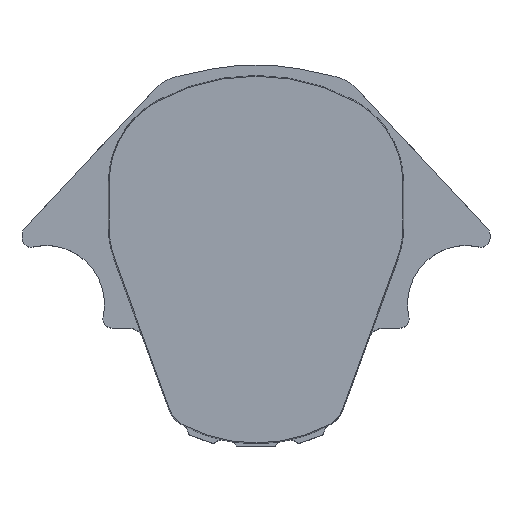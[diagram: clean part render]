
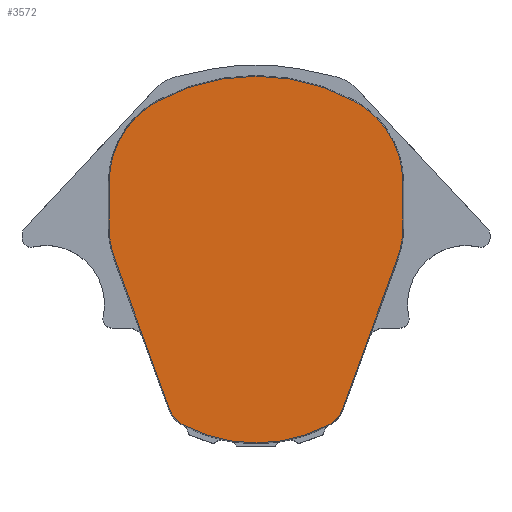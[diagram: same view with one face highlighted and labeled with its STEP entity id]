
A CAD part, top view. The second image highlights one B-rep face of the part: STEP entity #3572.
In plain terms, the highlighted planar face has unit normal (0, 0, 1).
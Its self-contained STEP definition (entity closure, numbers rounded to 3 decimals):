
#19 = ORIENTED_EDGE ( 'NONE', *, *, #170, .F. ) ;
#47 = CARTESIAN_POINT ( 'NONE',  ( -94.475, 78.062, 48. ) ) ;
#52 = CIRCLE ( 'NONE', #4697, 59.475 ) ;
#118 = EDGE_CURVE ( 'NONE', #1828, #3875, #1120, .T. ) ;
#170 = EDGE_CURVE ( 'NONE', #3875, #1714, #3806, .T. ) ;
#242 = CARTESIAN_POINT ( 'NONE',  ( -35., 49.381, 48. ) ) ;
#257 = CARTESIAN_POINT ( 'NONE',  ( 46.649, -77.859, 48. ) ) ;
#268 = CARTESIAN_POINT ( 'NONE',  ( 63.515, 130.256, 48. ) ) ;
#283 = ORIENTED_EDGE ( 'NONE', *, *, #3299, .F. ) ;
#295 = VERTEX_POINT ( 'NONE', #737 ) ;
#351 = ORIENTED_EDGE ( 'NONE', *, *, #2174, .F. ) ;
#403 = DIRECTION ( 'NONE',  ( 1., 0., 0. ) ) ;
#523 = DIRECTION ( 'NONE',  ( 0., 0., -1. ) ) ;
#583 = EDGE_CURVE ( 'NONE', #5009, #3302, #3241, .T. ) ;
#713 = LINE ( 'NONE', #4883, #2097 ) ;
#737 = CARTESIAN_POINT ( 'NONE',  ( 94.475, 78.062, 48. ) ) ;
#755 = ORIENTED_EDGE ( 'NONE', *, *, #1249, .T. ) ;
#779 = CIRCLE ( 'NONE', #4812, 59.475 ) ;
#800 = DIRECTION ( 'NONE',  ( 0.342, 0.94, 0. ) ) ;
#801 = DIRECTION ( 'NONE',  ( 0., 0., 1. ) ) ;
#861 = CARTESIAN_POINT ( 'NONE',  ( -35., 78.062, 48. ) ) ;
#925 = ORIENTED_EDGE ( 'NONE', *, *, #3615, .T. ) ;
#926 = AXIS2_PLACEMENT_3D ( 'NONE', #1286, #5382, #403 ) ;
#967 = VECTOR ( 'NONE', #800, 1000. ) ;
#1041 = VERTEX_POINT ( 'NONE', #4701 ) ;
#1049 = CARTESIAN_POINT ( 'NONE',  ( -94.475, 78.062, 48. ) ) ;
#1053 = DIRECTION ( 'NONE',  ( -1., 0., 0. ) ) ;
#1120 = LINE ( 'NONE', #47, #3294 ) ;
#1183 = AXIS2_PLACEMENT_3D ( 'NONE', #861, #1229, #1210 ) ;
#1210 = DIRECTION ( 'NONE',  ( -1., 0., 0. ) ) ;
#1223 = DIRECTION ( 'NONE',  ( 1., 0., 0. ) ) ;
#1229 = DIRECTION ( 'NONE',  ( 0., 0., -1. ) ) ;
#1249 = EDGE_CURVE ( 'NONE', #3798, #295, #5153, .T. ) ;
#1277 = AXIS2_PLACEMENT_3D ( 'NONE', #4167, #2934, #1223 ) ;
#1286 = CARTESIAN_POINT ( 'NONE',  ( 37.516, -60.658, 48. ) ) ;
#1492 = CARTESIAN_POINT ( 'NONE',  ( 55.817, -67.319, 48. ) ) ;
#1494 = CARTESIAN_POINT ( 'NONE',  ( -90.888, 29.039, 48. ) ) ;
#1581 = CARTESIAN_POINT ( 'NONE',  ( -94.475, 49.381, 48. ) ) ;
#1680 = CARTESIAN_POINT ( 'NONE',  ( 35., 78.062, 48. ) ) ;
#1714 = VERTEX_POINT ( 'NONE', #4477 ) ;
#1767 = DIRECTION ( 'NONE',  ( -1., 0., 0. ) ) ;
#1828 = VERTEX_POINT ( 'NONE', #1581 ) ;
#1879 = CIRCLE ( 'NONE', #1902, 99.475 ) ;
#1881 = DIRECTION ( 'NONE',  ( 1., 0., 0. ) ) ;
#1895 = DIRECTION ( 'NONE',  ( 1., 0., 0. ) ) ;
#1902 = AXIS2_PLACEMENT_3D ( 'NONE', #2716, #2289, #1895 ) ;
#1964 = AXIS2_PLACEMENT_3D ( 'NONE', #2604, #523, #1767 ) ;
#2032 = CARTESIAN_POINT ( 'NONE',  ( 35., 49.381, 48. ) ) ;
#2097 = VECTOR ( 'NONE', #4434, 1000. ) ;
#2141 = FACE_OUTER_BOUND ( 'NONE', #4011, .T. ) ;
#2174 = EDGE_CURVE ( 'NONE', #3308, #1828, #52, .T. ) ;
#2222 = DIRECTION ( 'NONE',  ( 0., 1., 0. ) ) ;
#2289 = DIRECTION ( 'NONE',  ( 0., 0., 1. ) ) ;
#2305 = DIRECTION ( 'NONE',  ( 0., 0., 1. ) ) ;
#2488 = CARTESIAN_POINT ( 'NONE',  ( 55.817, -67.319, 48. ) ) ;
#2570 = DIRECTION ( 'NONE',  ( 0., 1., 0. ) ) ;
#2604 = CARTESIAN_POINT ( 'NONE',  ( -37.516, -60.658, 48. ) ) ;
#2633 = VERTEX_POINT ( 'NONE', #257 ) ;
#2665 = ORIENTED_EDGE ( 'NONE', *, *, #4760, .T. ) ;
#2716 = CARTESIAN_POINT ( 'NONE',  ( 0., 10., 48. ) ) ;
#2731 = CIRCLE ( 'NONE', #926, 19.475 ) ;
#2915 = EDGE_CURVE ( 'NONE', #2633, #4735, #2731, .T. ) ;
#2934 = DIRECTION ( 'NONE',  ( 0., 0., 1. ) ) ;
#2950 = DIRECTION ( 'NONE',  ( 1., 0., 0. ) ) ;
#3219 = ORIENTED_EDGE ( 'NONE', *, *, #2915, .T. ) ;
#3241 = CIRCLE ( 'NONE', #1964, 19.475 ) ;
#3294 = VECTOR ( 'NONE', #2570, 1000. ) ;
#3299 = EDGE_CURVE ( 'NONE', #3302, #3308, #713, .T. ) ;
#3302 = VERTEX_POINT ( 'NONE', #5306 ) ;
#3308 = VERTEX_POINT ( 'NONE', #1494 ) ;
#3457 = CIRCLE ( 'NONE', #5170, 132.475 ) ;
#3505 = ORIENTED_EDGE ( 'NONE', *, *, #583, .F. ) ;
#3572 = ADVANCED_FACE ( 'NONE', ( #2141 ), #4182, .T. ) ;
#3585 = DIRECTION ( 'NONE',  ( 0., 0., -1. ) ) ;
#3615 = EDGE_CURVE ( 'NONE', #295, #4179, #779, .T. ) ;
#3621 = ORIENTED_EDGE ( 'NONE', *, *, #118, .F. ) ;
#3691 = ORIENTED_EDGE ( 'NONE', *, *, #4010, .T. ) ;
#3778 = AXIS2_PLACEMENT_3D ( 'NONE', #2032, #801, #5003 ) ;
#3780 = CIRCLE ( 'NONE', #3778, 59.475 ) ;
#3798 = VERTEX_POINT ( 'NONE', #4322 ) ;
#3806 = CIRCLE ( 'NONE', #1183, 59.475 ) ;
#3852 = EDGE_CURVE ( 'NONE', #5009, #2633, #1879, .T. ) ;
#3865 = CARTESIAN_POINT ( 'NONE',  ( 94.475, 78.062, 48. ) ) ;
#3875 = VERTEX_POINT ( 'NONE', #1049 ) ;
#3899 = VECTOR ( 'NONE', #2222, 1000. ) ;
#4010 = EDGE_CURVE ( 'NONE', #4735, #1041, #4296, .T. ) ;
#4011 = EDGE_LOOP ( 'NONE', ( #2665, #19, #3621, #351, #283, #3505, #5141, #3219, #3691, #4528, #755, #925 ) ) ;
#4167 = CARTESIAN_POINT ( 'NONE',  ( 0., 10., 48. ) ) ;
#4179 = VERTEX_POINT ( 'NONE', #268 ) ;
#4182 = PLANE ( 'NONE',  #1277 ) ;
#4296 = LINE ( 'NONE', #2488, #967 ) ;
#4322 = CARTESIAN_POINT ( 'NONE',  ( 94.475, 49.381, 48. ) ) ;
#4434 = DIRECTION ( 'NONE',  ( -0.342, 0.94, 0. ) ) ;
#4477 = CARTESIAN_POINT ( 'NONE',  ( -63.515, 130.256, 48. ) ) ;
#4528 = ORIENTED_EDGE ( 'NONE', *, *, #5253, .T. ) ;
#4597 = DIRECTION ( 'NONE',  ( 0., 0., 1. ) ) ;
#4697 = AXIS2_PLACEMENT_3D ( 'NONE', #242, #3585, #1053 ) ;
#4701 = CARTESIAN_POINT ( 'NONE',  ( 90.888, 29.039, 48. ) ) ;
#4735 = VERTEX_POINT ( 'NONE', #1492 ) ;
#4760 = EDGE_CURVE ( 'NONE', #4179, #1714, #3457, .T. ) ;
#4780 = CARTESIAN_POINT ( 'NONE',  ( 0., 14., 48. ) ) ;
#4812 = AXIS2_PLACEMENT_3D ( 'NONE', #1680, #4597, #2950 ) ;
#4883 = CARTESIAN_POINT ( 'NONE',  ( -55.817, -67.319, 48. ) ) ;
#5003 = DIRECTION ( 'NONE',  ( 1., 0., 0. ) ) ;
#5009 = VERTEX_POINT ( 'NONE', #5035 ) ;
#5035 = CARTESIAN_POINT ( 'NONE',  ( -46.649, -77.859, 48. ) ) ;
#5141 = ORIENTED_EDGE ( 'NONE', *, *, #3852, .T. ) ;
#5153 = LINE ( 'NONE', #3865, #3899 ) ;
#5170 = AXIS2_PLACEMENT_3D ( 'NONE', #4780, #2305, #1881 ) ;
#5253 = EDGE_CURVE ( 'NONE', #1041, #3798, #3780, .T. ) ;
#5306 = CARTESIAN_POINT ( 'NONE',  ( -55.817, -67.319, 48. ) ) ;
#5382 = DIRECTION ( 'NONE',  ( 0., 0., 1. ) ) ;
